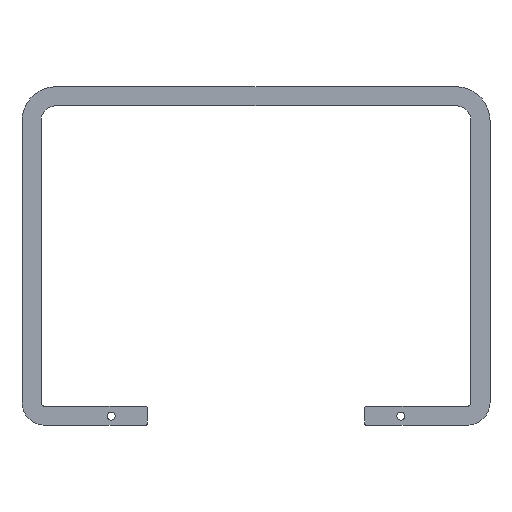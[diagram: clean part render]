
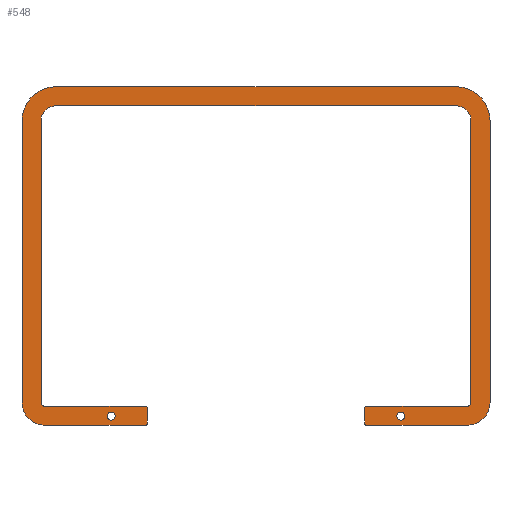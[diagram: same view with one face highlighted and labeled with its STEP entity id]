
A CAD part, front view. The second image highlights one B-rep face of the part: STEP entity #548.
In plain terms, the highlighted planar face has unit normal (0, -1, 0).
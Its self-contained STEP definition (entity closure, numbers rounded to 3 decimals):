
#17=FACE_BOUND('',#91,.T.);
#18=FACE_BOUND('',#92,.T.);
#32=PLANE('',#618);
#60=FACE_OUTER_BOUND('',#90,.T.);
#90=EDGE_LOOP('',(#481,#482,#483,#484,#485,#486,#487,#488,#489,#490,#491,
#492,#493,#494,#495,#496,#497,#498,#499,#500,#501,#502,#503,#504));
#91=EDGE_LOOP('',(#505));
#92=EDGE_LOOP('',(#506));
#97=LINE('',#798,#147);
#111=LINE('',#855,#161);
#117=LINE('',#875,#167);
#120=LINE('',#883,#170);
#123=LINE('',#891,#173);
#126=LINE('',#899,#176);
#129=LINE('',#906,#179);
#130=LINE('',#909,#180);
#133=LINE('',#917,#183);
#136=LINE('',#925,#186);
#139=LINE('',#933,#189);
#142=LINE('',#940,#192);
#147=VECTOR('',#633,10.);
#161=VECTOR('',#681,10.);
#167=VECTOR('',#705,10.);
#170=VECTOR('',#714,10.);
#173=VECTOR('',#723,10.);
#176=VECTOR('',#732,10.);
#179=VECTOR('',#741,10.);
#180=VECTOR('',#744,10.);
#183=VECTOR('',#753,10.);
#186=VECTOR('',#762,10.);
#189=VECTOR('',#771,10.);
#192=VECTOR('',#780,10.);
#193=CIRCLE('',#564,0.55);
#208=CIRCLE('',#582,0.55);
#209=CIRCLE('',#585,0.55);
#210=CIRCLE('',#587,0.55);
#211=CIRCLE('',#589,1.05);
#212=CIRCLE('',#591,1.05);
#213=CIRCLE('',#594,0.9);
#214=CIRCLE('',#597,3.9);
#215=CIRCLE('',#600,3.9);
#216=CIRCLE('',#603,0.9);
#217=CIRCLE('',#607,5.9);
#218=CIRCLE('',#610,8.9);
#219=CIRCLE('',#613,8.9);
#220=CIRCLE('',#616,5.9);
#221=VERTEX_POINT('',#785);
#222=VERTEX_POINT('',#786);
#226=VERTEX_POINT('',#796);
#250=VERTEX_POINT('',#848);
#251=VERTEX_POINT('',#849);
#252=VERTEX_POINT('',#854);
#253=VERTEX_POINT('',#858);
#254=VERTEX_POINT('',#862);
#255=VERTEX_POINT('',#866);
#256=VERTEX_POINT('',#870);
#257=VERTEX_POINT('',#874);
#258=VERTEX_POINT('',#878);
#259=VERTEX_POINT('',#882);
#260=VERTEX_POINT('',#886);
#261=VERTEX_POINT('',#890);
#262=VERTEX_POINT('',#894);
#263=VERTEX_POINT('',#898);
#264=VERTEX_POINT('',#902);
#265=VERTEX_POINT('',#908);
#266=VERTEX_POINT('',#912);
#267=VERTEX_POINT('',#916);
#268=VERTEX_POINT('',#920);
#269=VERTEX_POINT('',#924);
#270=VERTEX_POINT('',#928);
#271=VERTEX_POINT('',#932);
#272=VERTEX_POINT('',#936);
#273=EDGE_CURVE('',#221,#222,#193,.T.);
#279=EDGE_CURVE('',#221,#226,#97,.T.);
#304=EDGE_CURVE('',#250,#251,#208,.T.);
#307=EDGE_CURVE('',#252,#251,#111,.T.);
#309=EDGE_CURVE('',#252,#253,#209,.T.);
#311=EDGE_CURVE('',#254,#226,#210,.T.);
#313=EDGE_CURVE('',#255,#255,#211,.T.);
#315=EDGE_CURVE('',#256,#256,#212,.T.);
#317=EDGE_CURVE('',#257,#253,#117,.T.);
#319=EDGE_CURVE('',#258,#257,#213,.T.);
#321=EDGE_CURVE('',#259,#258,#120,.T.);
#323=EDGE_CURVE('',#260,#259,#214,.T.);
#325=EDGE_CURVE('',#261,#260,#123,.T.);
#327=EDGE_CURVE('',#262,#261,#215,.T.);
#329=EDGE_CURVE('',#263,#262,#126,.T.);
#331=EDGE_CURVE('',#264,#263,#216,.T.);
#333=EDGE_CURVE('',#254,#264,#129,.T.);
#334=EDGE_CURVE('',#265,#222,#130,.T.);
#336=EDGE_CURVE('',#266,#265,#217,.T.);
#338=EDGE_CURVE('',#267,#266,#133,.T.);
#340=EDGE_CURVE('',#268,#267,#218,.T.);
#342=EDGE_CURVE('',#269,#268,#136,.T.);
#344=EDGE_CURVE('',#270,#269,#219,.T.);
#346=EDGE_CURVE('',#271,#270,#139,.T.);
#348=EDGE_CURVE('',#272,#271,#220,.T.);
#350=EDGE_CURVE('',#250,#272,#142,.T.);
#481=ORIENTED_EDGE('',*,*,#273,.F.);
#482=ORIENTED_EDGE('',*,*,#279,.T.);
#483=ORIENTED_EDGE('',*,*,#311,.F.);
#484=ORIENTED_EDGE('',*,*,#333,.T.);
#485=ORIENTED_EDGE('',*,*,#331,.T.);
#486=ORIENTED_EDGE('',*,*,#329,.T.);
#487=ORIENTED_EDGE('',*,*,#327,.T.);
#488=ORIENTED_EDGE('',*,*,#325,.T.);
#489=ORIENTED_EDGE('',*,*,#323,.T.);
#490=ORIENTED_EDGE('',*,*,#321,.T.);
#491=ORIENTED_EDGE('',*,*,#319,.T.);
#492=ORIENTED_EDGE('',*,*,#317,.T.);
#493=ORIENTED_EDGE('',*,*,#309,.F.);
#494=ORIENTED_EDGE('',*,*,#307,.T.);
#495=ORIENTED_EDGE('',*,*,#304,.F.);
#496=ORIENTED_EDGE('',*,*,#350,.T.);
#497=ORIENTED_EDGE('',*,*,#348,.T.);
#498=ORIENTED_EDGE('',*,*,#346,.T.);
#499=ORIENTED_EDGE('',*,*,#344,.T.);
#500=ORIENTED_EDGE('',*,*,#342,.T.);
#501=ORIENTED_EDGE('',*,*,#340,.T.);
#502=ORIENTED_EDGE('',*,*,#338,.T.);
#503=ORIENTED_EDGE('',*,*,#336,.T.);
#504=ORIENTED_EDGE('',*,*,#334,.T.);
#505=ORIENTED_EDGE('',*,*,#315,.T.);
#506=ORIENTED_EDGE('',*,*,#313,.T.);
#548=ADVANCED_FACE('',(#60,#17,#18),#32,.T.);
#564=AXIS2_PLACEMENT_3D('',#787,#623,#624);
#582=AXIS2_PLACEMENT_3D('',#850,#675,#676);
#585=AXIS2_PLACEMENT_3D('',#859,#685,#686);
#587=AXIS2_PLACEMENT_3D('',#863,#690,#691);
#589=AXIS2_PLACEMENT_3D('',#867,#695,#696);
#591=AXIS2_PLACEMENT_3D('',#871,#700,#701);
#594=AXIS2_PLACEMENT_3D('',#879,#709,#710);
#597=AXIS2_PLACEMENT_3D('',#887,#718,#719);
#600=AXIS2_PLACEMENT_3D('',#895,#727,#728);
#603=AXIS2_PLACEMENT_3D('',#903,#736,#737);
#607=AXIS2_PLACEMENT_3D('',#913,#748,#749);
#610=AXIS2_PLACEMENT_3D('',#921,#757,#758);
#613=AXIS2_PLACEMENT_3D('',#929,#766,#767);
#616=AXIS2_PLACEMENT_3D('',#937,#775,#776);
#618=AXIS2_PLACEMENT_3D('',#941,#781,#782);
#623=DIRECTION('center_axis',(0.,1.,0.));
#624=DIRECTION('ref_axis',(0.707,0.,-0.707));
#633=DIRECTION('',(0.,0.,1.));
#675=DIRECTION('center_axis',(0.,1.,0.));
#676=DIRECTION('ref_axis',(-0.707,0.,-0.707));
#681=DIRECTION('',(0.,0.,-1.));
#685=DIRECTION('center_axis',(0.,1.,0.));
#686=DIRECTION('ref_axis',(-0.707,0.,0.707));
#690=DIRECTION('center_axis',(0.,1.,0.));
#691=DIRECTION('ref_axis',(0.707,0.,0.707));
#695=DIRECTION('center_axis',(0.,1.,0.));
#696=DIRECTION('ref_axis',(1.,0.,0.));
#700=DIRECTION('center_axis',(0.,1.,0.));
#701=DIRECTION('ref_axis',(1.,0.,0.));
#705=DIRECTION('',(-1.,0.,0.));
#709=DIRECTION('center_axis',(0.,1.,0.));
#710=DIRECTION('ref_axis',(0.,0.,-1.));
#714=DIRECTION('',(0.,0.,-1.));
#718=DIRECTION('center_axis',(0.,1.,0.));
#719=DIRECTION('ref_axis',(1.,0.,0.));
#723=DIRECTION('',(1.,0.,0.));
#727=DIRECTION('center_axis',(0.,1.,0.));
#728=DIRECTION('ref_axis',(0.,0.,1.));
#732=DIRECTION('',(0.,0.,1.));
#736=DIRECTION('center_axis',(0.,1.,0.));
#737=DIRECTION('ref_axis',(-1.,0.,0.));
#741=DIRECTION('',(-1.,0.,0.));
#744=DIRECTION('',(1.,0.,0.));
#748=DIRECTION('center_axis',(0.,-1.,0.));
#749=DIRECTION('ref_axis',(-1.,0.,0.));
#753=DIRECTION('',(0.,0.,-1.));
#757=DIRECTION('center_axis',(0.,-1.,0.));
#758=DIRECTION('ref_axis',(0.,0.,
1.));
#762=DIRECTION('',(-1.,0.,0.));
#766=DIRECTION('center_axis',(0.,-1.,0.));
#767=DIRECTION('ref_axis',(1.,0.,0.));
#771=DIRECTION('',(0.,0.,1.));
#775=DIRECTION('center_axis',(0.,-1.,0.));
#776=DIRECTION('ref_axis',(0.,0.,-1.));
#780=DIRECTION('',(1.,0.,0.));
#781=DIRECTION('center_axis',(0.,-1.,0.));
#782=DIRECTION('ref_axis',(1.,0.,0.));
#785=CARTESIAN_POINT('',(-28.5,-3.,-195.85));
#786=CARTESIAN_POINT('',(-29.05,-3.,-196.4));
#787=CARTESIAN_POINT('Origin',(-29.05,-3.,-195.85));
#796=CARTESIAN_POINT('',(-28.5,-3.,-191.95));
#798=CARTESIAN_POINT('',(-28.5,-3.,-194.));
#848=CARTESIAN_POINT('',(29.05,-3.,-196.4));
#849=CARTESIAN_POINT('',(28.5,-3.,-195.85));
#850=CARTESIAN_POINT('Origin',(29.05,-3.,-195.85));
#854=CARTESIAN_POINT('',(28.5,-3.,-191.95));
#855=CARTESIAN_POINT('',(28.5,-3.,-194.));
#858=CARTESIAN_POINT('',(29.05,-3.,-191.4));
#859=CARTESIAN_POINT('Origin',(29.05,-3.,-191.95));
#862=CARTESIAN_POINT('',(-29.05,-3.,-191.4));
#863=CARTESIAN_POINT('Origin',(-29.05,-3.,-191.95));
#866=CARTESIAN_POINT('',(36.95,-3.,-194.));
#867=CARTESIAN_POINT('Origin',(38.,-3.,-194.));
#870=CARTESIAN_POINT('',(-39.05,-3.,-194.));
#871=CARTESIAN_POINT('Origin',(-38.,-3.,-194.));
#874=CARTESIAN_POINT('',(55.5,-3.,-191.4));
#875=CARTESIAN_POINT('',(-55.5,-3.,-191.4));
#878=CARTESIAN_POINT('',(56.4,-3.,-190.5));
#879=CARTESIAN_POINT('Origin',(55.5,-3.,-190.5));
#882=CARTESIAN_POINT('',(56.4,-3.,-116.5));
#883=CARTESIAN_POINT('',(56.4,-3.,-190.5));
#886=CARTESIAN_POINT('',(52.5,-3.,-112.6));
#887=CARTESIAN_POINT('Origin',(52.5,-3.,-116.5));
#890=CARTESIAN_POINT('',(-52.5,-3.,-112.6));
#891=CARTESIAN_POINT('',(52.5,-3.,-112.6));
#894=CARTESIAN_POINT('',(-56.4,-3.,-116.5));
#895=CARTESIAN_POINT('Origin',(-52.5,-3.,-116.5));
#898=CARTESIAN_POINT('',(-56.4,-3.,-190.5));
#899=CARTESIAN_POINT('',(-56.4,-3.,-116.5));
#902=CARTESIAN_POINT('',(-55.5,-3.,-191.4));
#903=CARTESIAN_POINT('Origin',(-55.5,-3.,-190.5));
#906=CARTESIAN_POINT('',(-55.5,-3.,-191.4));
#908=CARTESIAN_POINT('',(-55.5,-3.,-196.4));
#909=CARTESIAN_POINT('',(-55.5,-3.,-196.4));
#912=CARTESIAN_POINT('',(-61.4,-3.,-190.5));
#913=CARTESIAN_POINT('Origin',(-55.5,-3.,-190.5));
#916=CARTESIAN_POINT('',(-61.4,-3.,-116.5));
#917=CARTESIAN_POINT('',(-61.4,-3.,-116.5));
#920=CARTESIAN_POINT('',(-52.5,-3.,-107.6));
#921=CARTESIAN_POINT('Origin',(-52.5,-3.,-116.5));
#924=CARTESIAN_POINT('',(52.5,-3.,-107.6));
#925=CARTESIAN_POINT('',(52.5,-3.,-107.6));
#928=CARTESIAN_POINT('',(61.4,-3.,-116.5));
#929=CARTESIAN_POINT('Origin',(52.5,-3.,-116.5));
#932=CARTESIAN_POINT('',(61.4,-3.,-190.5));
#933=CARTESIAN_POINT('',(61.4,-3.,-190.5));
#936=CARTESIAN_POINT('',(55.5,-3.,-196.4));
#937=CARTESIAN_POINT('Origin',(55.5,-3.,-190.5));
#940=CARTESIAN_POINT('',(-55.5,-3.,-196.4));
#941=CARTESIAN_POINT('Origin',(0.,-3.,
-152.));
